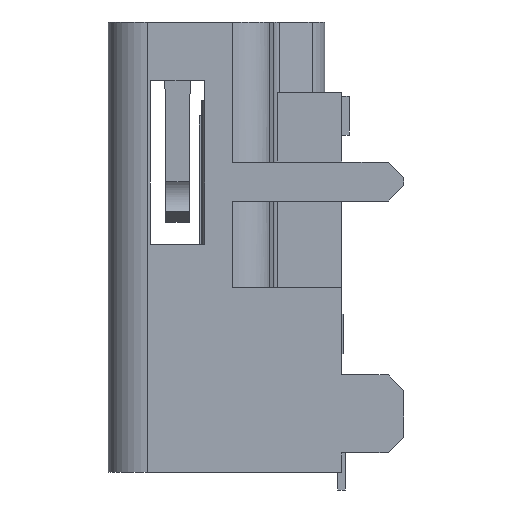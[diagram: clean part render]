
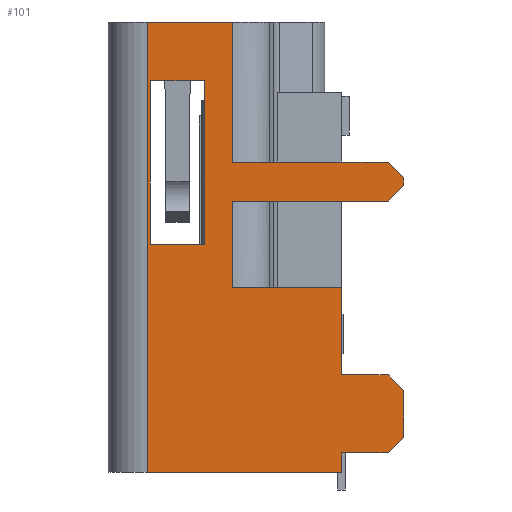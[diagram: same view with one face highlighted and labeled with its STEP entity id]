
A CAD part, left-side view. The second image highlights one B-rep face of the part: STEP entity #101.
In plain terms, the highlighted planar face has unit normal (-1, 0, 0).
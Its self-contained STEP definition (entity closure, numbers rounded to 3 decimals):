
#101=ADVANCED_FACE('',(#678,#679),#680,.T.);
#678=FACE_OUTER_BOUND('',#1747,.T.);
#679=FACE_BOUND('',#1748,.T.);
#680=PLANE('',#1749);
#1747=EDGE_LOOP('',(#3344,#3345,#3346,#3347,#3348,#3349,#3350,#3351,#3352,#3353,#3354,#3355,#3356,#3357,#3358,#3359,#3360,#3361));
#1748=EDGE_LOOP('',(#3362,#3363,#3364,#3365,#3366,#3367));
#1749=AXIS2_PLACEMENT_3D('',#3368,#3369,#3370);
#3344=ORIENTED_EDGE('',*,*,#7171,.F.);
#3345=ORIENTED_EDGE('',*,*,#7501,.F.);
#3346=ORIENTED_EDGE('',*,*,#7502,.T.);
#3347=ORIENTED_EDGE('',*,*,#7406,.F.);
#3348=ORIENTED_EDGE('',*,*,#7503,.T.);
#3349=ORIENTED_EDGE('',*,*,#7504,.T.);
#3350=ORIENTED_EDGE('',*,*,#7505,.T.);
#3351=ORIENTED_EDGE('',*,*,#7506,.T.);
#3352=ORIENTED_EDGE('',*,*,#7507,.T.);
#3353=ORIENTED_EDGE('',*,*,#7388,.F.);
#3354=ORIENTED_EDGE('',*,*,#7238,.F.);
#3355=ORIENTED_EDGE('',*,*,#7508,.F.);
#3356=ORIENTED_EDGE('',*,*,#7509,.T.);
#3357=ORIENTED_EDGE('',*,*,#7510,.T.);
#3358=ORIENTED_EDGE('',*,*,#7511,.T.);
#3359=ORIENTED_EDGE('',*,*,#7512,.T.);
#3360=ORIENTED_EDGE('',*,*,#7500,.T.);
#3361=ORIENTED_EDGE('',*,*,#7513,.F.);
#3362=ORIENTED_EDGE('',*,*,#7514,.T.);
#3363=ORIENTED_EDGE('',*,*,#7515,.F.);
#3364=ORIENTED_EDGE('',*,*,#7516,.T.);
#3365=ORIENTED_EDGE('',*,*,#7517,.T.);
#3366=ORIENTED_EDGE('',*,*,#7518,.T.);
#3367=ORIENTED_EDGE('',*,*,#7519,.T.);
#3368=CARTESIAN_POINT('',(-7.5,1.775,0.0));
#3369=DIRECTION('',(-1.0,0.0,0.0));
#3370=DIRECTION('',(0.0,0.0,1.0));
#7171=EDGE_CURVE('',#8660,#8661,#8662,.T.);
#7238=EDGE_CURVE('',#8791,#8793,#8794,.T.);
#7388=EDGE_CURVE('',#8793,#9090,#9091,.T.);
#7406=EDGE_CURVE('',#9125,#9126,#9127,.T.);
#7500=EDGE_CURVE('',#9266,#9272,#9274,.T.);
#7501=EDGE_CURVE('',#9275,#8660,#9276,.T.);
#7502=EDGE_CURVE('',#9275,#9126,#9277,.T.);
#7503=EDGE_CURVE('',#9125,#9278,#9279,.T.);
#7504=EDGE_CURVE('',#9278,#9280,#9281,.T.);
#7505=EDGE_CURVE('',#9280,#9282,#9283,.T.);
#7506=EDGE_CURVE('',#9282,#9284,#9285,.T.);
#7507=EDGE_CURVE('',#9284,#9090,#9286,.T.);
#7508=EDGE_CURVE('',#9287,#8791,#9288,.T.);
#7509=EDGE_CURVE('',#9287,#9289,#9290,.T.);
#7510=EDGE_CURVE('',#9289,#9291,#9292,.T.);
#7511=EDGE_CURVE('',#9291,#9293,#9294,.T.);
#7512=EDGE_CURVE('',#9293,#9266,#9295,.T.);
#7513=EDGE_CURVE('',#8661,#9272,#9296,.T.);
#7514=EDGE_CURVE('',#9297,#9298,#9299,.T.);
#7515=EDGE_CURVE('',#9300,#9298,#9301,.T.);
#7516=EDGE_CURVE('',#9300,#9302,#9303,.T.);
#7517=EDGE_CURVE('',#9302,#9304,#9305,.T.);
#7518=EDGE_CURVE('',#9304,#9306,#9307,.T.);
#7519=EDGE_CURVE('',#9306,#9297,#9308,.T.);
#8660=VERTEX_POINT('',#11077);
#8661=VERTEX_POINT('',#11078);
#8662=LINE('',#11079,#11080);
#8791=VERTEX_POINT('',#11248);
#8793=VERTEX_POINT('',#11250);
#8794=LINE('',#11251,#11252);
#9090=VERTEX_POINT('',#11676);
#9091=LINE('',#11677,#11678);
#9125=VERTEX_POINT('',#11729);
#9126=VERTEX_POINT('',#11730);
#9127=LINE('',#11731,#11732);
#9266=VERTEX_POINT('',#11946);
#9272=VERTEX_POINT('',#11955);
#9274=LINE('',#11957,#11958);
#9275=VERTEX_POINT('',#11959);
#9276=LINE('',#11960,#11961);
#9277=LINE('',#11962,#11963);
#9278=VERTEX_POINT('',#11964);
#9279=LINE('',#11965,#11966);
#9280=VERTEX_POINT('',#11967);
#9281=LINE('',#11968,#11969);
#9282=VERTEX_POINT('',#11970);
#9283=LINE('',#11971,#11972);
#9284=VERTEX_POINT('',#11973);
#9285=LINE('',#11974,#11975);
#9286=LINE('',#11976,#11977);
#9287=VERTEX_POINT('',#11978);
#9288=LINE('',#11979,#11980);
#9289=VERTEX_POINT('',#11981);
#9290=LINE('',#11982,#11983);
#9291=VERTEX_POINT('',#11984);
#9292=LINE('',#11985,#11986);
#9293=VERTEX_POINT('',#11987);
#9294=LINE('',#11988,#11989);
#9295=LINE('',#11990,#11991);
#9296=LINE('',#11992,#11993);
#9297=VERTEX_POINT('',#11994);
#9298=VERTEX_POINT('',#11995);
#9299=LINE('',#11996,#11997);
#9300=VERTEX_POINT('',#11998);
#9301=LINE('',#11999,#12000);
#9302=VERTEX_POINT('',#12001);
#9303=LINE('',#12002,#12003);
#9304=VERTEX_POINT('',#12004);
#9305=LINE('',#12005,#12006);
#9306=VERTEX_POINT('',#12007);
#9307=LINE('',#12008,#12009);
#9308=LINE('',#12010,#12011);
#11077=CARTESIAN_POINT('',(-7.5,1.775,0.0));
#11078=CARTESIAN_POINT('',(-7.5,-0.409,0.0));
#11079=CARTESIAN_POINT('',(-7.5,1.775,0.0));
#11080=VECTOR('',#14783,2.184);
#11248=CARTESIAN_POINT('',(-7.5,-0.409,-6.8));
#11250=CARTESIAN_POINT('',(-7.5,-3.205,-6.8));
#11251=CARTESIAN_POINT('',(-7.5,-0.409,-6.8));
#11252=VECTOR('',#14904,2.796);
#11676=CARTESIAN_POINT('',(-7.5,-3.205,-9.05));
#11677=CARTESIAN_POINT('',(-7.5,-3.205,-6.8));
#11678=VECTOR('',#15096,2.25);
#11729=CARTESIAN_POINT('',(-7.5,-3.205,-11.05));
#11730=CARTESIAN_POINT('',(-7.5,-3.205,-11.55));
#11731=CARTESIAN_POINT('',(-7.5,-3.205,-11.05));
#11732=VECTOR('',#15114,0.5);
#11946=CARTESIAN_POINT('',(-7.5,-4.4,-3.59));
#11955=CARTESIAN_POINT('',(-7.5,-0.409,-3.59));
#11957=CARTESIAN_POINT('',(-7.5,-4.4,-3.59));
#11958=VECTOR('',#15238,3.991);
#11959=CARTESIAN_POINT('',(-7.5,1.775,-11.55));
#11960=CARTESIAN_POINT('',(-7.5,1.775,-11.55));
#11961=VECTOR('',#15239,11.55);
#11962=CARTESIAN_POINT('',(-7.5,1.775,-11.55));
#11963=VECTOR('',#15240,4.98);
#11964=CARTESIAN_POINT('',(-7.5,-4.4,-11.05));
#11965=CARTESIAN_POINT('',(-7.5,-3.205,-11.05));
#11966=VECTOR('',#15241,1.195);
#11967=CARTESIAN_POINT('',(-7.5,-4.8,-10.65));
#11968=CARTESIAN_POINT('',(-7.5,-4.4,-11.05));
#11969=VECTOR('',#15242,0.566);
#11970=CARTESIAN_POINT('',(-7.5,-4.8,-9.45));
#11971=CARTESIAN_POINT('',(-7.5,-4.8,-10.65));
#11972=VECTOR('',#15243,1.2);
#11973=CARTESIAN_POINT('',(-7.5,-4.4,-9.05));
#11974=CARTESIAN_POINT('',(-7.5,-4.8,-9.45));
#11975=VECTOR('',#15244,0.566);
#11976=CARTESIAN_POINT('',(-7.5,-4.4,-9.05));
#11977=VECTOR('',#15245,1.195);
#11978=CARTESIAN_POINT('',(-7.5,-0.409,-4.59));
#11979=CARTESIAN_POINT('',(-7.5,-0.409,-4.59));
#11980=VECTOR('',#15246,2.21);
#11981=CARTESIAN_POINT('',(-7.5,-4.4,-4.59));
#11982=CARTESIAN_POINT('',(-7.5,-0.409,-4.59));
#11983=VECTOR('',#15247,3.991);
#11984=CARTESIAN_POINT('',(-7.5,-4.8,-4.19));
#11985=CARTESIAN_POINT('',(-7.5,-4.4,-4.59));
#11986=VECTOR('',#15248,0.566);
#11987=CARTESIAN_POINT('',(-7.5,-4.8,-3.99));
#11988=CARTESIAN_POINT('',(-7.5,-4.8,-4.19));
#11989=VECTOR('',#15249,0.2);
#11990=CARTESIAN_POINT('',(-7.5,-4.8,-3.99));
#11991=VECTOR('',#15250,0.566);
#11992=CARTESIAN_POINT('',(-7.5,-0.409,0.0));
#11993=VECTOR('',#15251,3.59);
#11994=CARTESIAN_POINT('',(-7.5,1.7,-1.5));
#11995=CARTESIAN_POINT('',(-7.5,1.322,-1.5));
#11996=CARTESIAN_POINT('',(-7.5,1.7,-1.5));
#11997=VECTOR('',#15252,0.378);
#11998=CARTESIAN_POINT('',(-7.5,0.678,-1.5));
#11999=CARTESIAN_POINT('',(-7.5,0.678,-1.5));
#12000=VECTOR('',#15253,0.644);
#12001=CARTESIAN_POINT('',(-7.5,0.3,-1.5));
#12002=CARTESIAN_POINT('',(-7.5,0.678,-1.5));
#12003=VECTOR('',#15254,0.378);
#12004=CARTESIAN_POINT('',(-7.5,0.3,-5.7));
#12005=CARTESIAN_POINT('',(-7.5,0.3,-1.5));
#12006=VECTOR('',#15255,4.2);
#12007=CARTESIAN_POINT('',(-7.5,1.7,-5.7));
#12008=CARTESIAN_POINT('',(-7.5,0.3,-5.7));
#12009=VECTOR('',#15256,1.4);
#12010=CARTESIAN_POINT('',(-7.5,1.7,-5.7));
#12011=VECTOR('',#15257,4.2);
#14783=DIRECTION('',(0.0,-1.0,0.0));
#14904=DIRECTION('',(0.0,-1.0,0.0));
#15096=DIRECTION('',(0.0,0.0,-1.0));
#15114=DIRECTION('',(0.0,0.0,-1.0));
#15238=DIRECTION('',(0.0,1.0,0.0));
#15239=DIRECTION('',(0.0,0.0,1.0));
#15240=DIRECTION('',(0.0,-1.0,0.0));
#15241=DIRECTION('',(0.0,-1.0,0.0));
#15242=DIRECTION('',(0.0,-0.707,0.707));
#15243=DIRECTION('',(0.0,0.0,1.0));
#15244=DIRECTION('',(0.0,0.707,0.707));
#15245=DIRECTION('',(0.0,1.0,0.0));
#15246=DIRECTION('',(0.0,0.0,-1.0));
#15247=DIRECTION('',(0.0,-1.0,0.0));
#15248=DIRECTION('',(0.0,-0.707,0.707));
#15249=DIRECTION('',(0.0,0.0,1.0));
#15250=DIRECTION('',(0.0,0.707,0.707));
#15251=DIRECTION('',(0.0,0.0,-1.0));
#15252=DIRECTION('',(0.0,-1.0,0.0));
#15253=DIRECTION('',(0.0,1.0,0.0));
#15254=DIRECTION('',(0.0,-1.0,0.0));
#15255=DIRECTION('',(0.0,0.0,-1.0));
#15256=DIRECTION('',(0.0,1.0,0.0));
#15257=DIRECTION('',(0.0,0.0,1.0));
